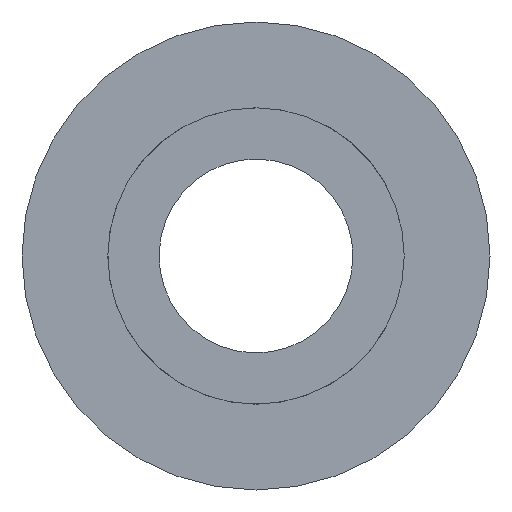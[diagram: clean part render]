
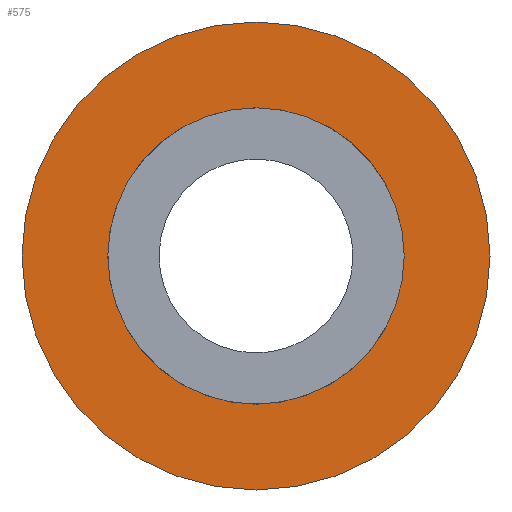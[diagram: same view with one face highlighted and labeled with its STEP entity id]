
A CAD part, front view. The second image highlights one B-rep face of the part: STEP entity #575.
In plain terms, the highlighted planar face has unit normal (0, -1, 0).
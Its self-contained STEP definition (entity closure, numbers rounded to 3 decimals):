
#29=FACE_BOUND('',#86,.T.);
#35=PLANE('',#656);
#53=FACE_OUTER_BOUND('',#85,.T.);
#85=EDGE_LOOP('',(#431,#432));
#86=EDGE_LOOP('',(#433,#434));
#178=CIRCLE('',#654,22.5);
#179=CIRCLE('',#655,22.5);
#180=CIRCLE('',#657,14.25);
#181=CIRCLE('',#658,14.25);
#238=VERTEX_POINT('',#988);
#239=VERTEX_POINT('',#990);
#240=VERTEX_POINT('',#994);
#241=VERTEX_POINT('',#995);
#309=EDGE_CURVE('',#238,#239,#178,.T.);
#310=EDGE_CURVE('',#239,#238,#179,.T.);
#311=EDGE_CURVE('',#240,#241,#180,.T.);
#312=EDGE_CURVE('',#241,#240,#181,.T.);
#431=ORIENTED_EDGE('',*,*,#310,.F.);
#432=ORIENTED_EDGE('',*,*,#309,.F.);
#433=ORIENTED_EDGE('',*,*,#311,.T.);
#434=ORIENTED_EDGE('',*,*,#312,.T.);
#575=ADVANCED_FACE('',(#53,#29),#35,.T.);
#654=AXIS2_PLACEMENT_3D('',#991,#799,#800);
#655=AXIS2_PLACEMENT_3D('',#992,#801,#802);
#656=AXIS2_PLACEMENT_3D('',#993,#803,#804);
#657=AXIS2_PLACEMENT_3D('',#996,#805,#806);
#658=AXIS2_PLACEMENT_3D('',#997,#807,#808);
#799=DIRECTION('center_axis',(0.,1.,0.));
#800=DIRECTION('ref_axis',(1.,0.,0.));
#801=DIRECTION('center_axis',(0.,1.,0.));
#802=DIRECTION('ref_axis',(1.,0.,0.));
#803=DIRECTION('center_axis',(0.,-1.,0.));
#804=DIRECTION('ref_axis',(0.,0.,-1.));
#805=DIRECTION('center_axis',(0.,1.,0.));
#806=DIRECTION('ref_axis',(1.,0.,0.));
#807=DIRECTION('center_axis',(0.,1.,0.));
#808=DIRECTION('ref_axis',(1.,0.,0.));
#988=CARTESIAN_POINT('',(22.5,0.,0.));
#990=CARTESIAN_POINT('',(-22.5,0.,0.));
#991=CARTESIAN_POINT('Origin',(0.,0.,0.));
#992=CARTESIAN_POINT('Origin',(0.,0.,0.));
#993=CARTESIAN_POINT('Origin',(-22.5,0.,0.));
#994=CARTESIAN_POINT('',(-14.25,0.,0.));
#995=CARTESIAN_POINT('',(14.25,0.,0.));
#996=CARTESIAN_POINT('Origin',(0.,0.,0.));
#997=CARTESIAN_POINT('Origin',(0.,0.,0.));
